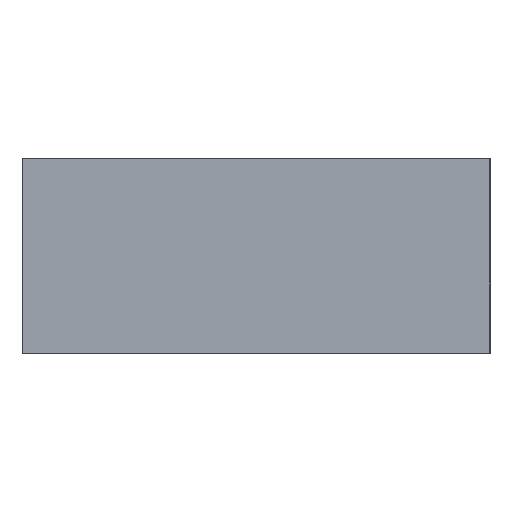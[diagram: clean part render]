
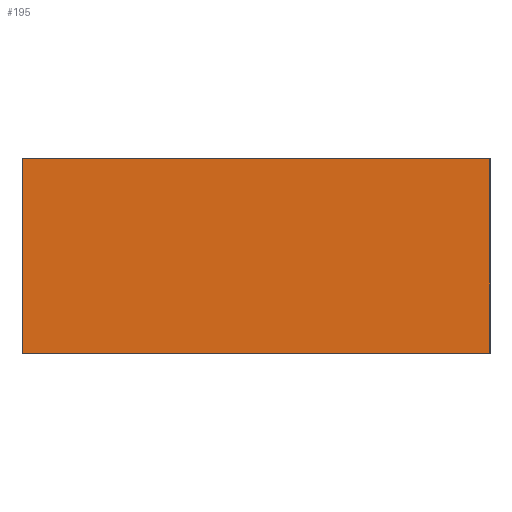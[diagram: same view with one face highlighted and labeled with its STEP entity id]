
A CAD part, top view. The second image highlights one B-rep face of the part: STEP entity #195.
In plain terms, the highlighted face is planar.
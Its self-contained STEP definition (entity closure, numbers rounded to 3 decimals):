
#195=ADVANCED_FACE('',(#280),#1276,.T.);
#280=FACE_OUTER_BOUND('',#365,.T.);
#365=EDGE_LOOP('',(#468,#469,#470,#471));
#468=ORIENTED_EDGE('',*,*,#818,.F.);
#469=ORIENTED_EDGE('',*,*,#819,.F.);
#470=ORIENTED_EDGE('',*,*,#820,.F.);
#471=ORIENTED_EDGE('',*,*,#817,.F.);
#817=EDGE_CURVE('',#1166,#1167,#1012,.T.);
#818=EDGE_CURVE('',#1168,#1166,#1013,.T.);
#819=EDGE_CURVE('',#1169,#1168,#1014,.T.);
#820=EDGE_CURVE('',#1167,#1169,#1015,.T.);
#1012=B_SPLINE_CURVE_WITH_KNOTS('',1,(#2024,#2025),.UNSPECIFIED.,.F.,.F.,
(2,2),(-498.,0.),.UNSPECIFIED.);
#1013=B_SPLINE_CURVE_WITH_KNOTS('',1,(#2026,#2027),.UNSPECIFIED.,.F.,.F.,
(2,2),(-1198.,0.),.UNSPECIFIED.);
#1014=B_SPLINE_CURVE_WITH_KNOTS('',1,(#2028,#2029),.UNSPECIFIED.,.F.,.F.,
(2,2),(-498.,0.),.UNSPECIFIED.);
#1015=B_SPLINE_CURVE_WITH_KNOTS('',1,(#2030,#2031),.UNSPECIFIED.,.F.,.F.,
(2,2),(-1198.,0.),.UNSPECIFIED.);
#1166=VERTEX_POINT('',#1970);
#1167=VERTEX_POINT('',#1971);
#1168=VERTEX_POINT('',#1972);
#1169=VERTEX_POINT('',#1973);
#1276=PLANE('',#1466);
#1466=AXIS2_PLACEMENT_3D('',#1661,#1561,$);
#1561=DIRECTION('',(0.,1.,0.));
#1661=CARTESIAN_POINT('',(-718.8,90.,298.8));
#1970=CARTESIAN_POINT('',(599.,90.,-249.));
#1971=CARTESIAN_POINT('',(599.,90.,249.));
#1972=CARTESIAN_POINT('',(-599.,90.,-249.));
#1973=CARTESIAN_POINT('',(-599.,90.,249.));
#2024=CARTESIAN_POINT('',(599.,90.,-249.));
#2025=CARTESIAN_POINT('',(599.,90.,249.));
#2026=CARTESIAN_POINT('',(-599.,90.,-249.));
#2027=CARTESIAN_POINT('',(599.,90.,-249.));
#2028=CARTESIAN_POINT('',(-599.,90.,249.));
#2029=CARTESIAN_POINT('',(-599.,90.,-249.));
#2030=CARTESIAN_POINT('',(599.,90.,249.));
#2031=CARTESIAN_POINT('',(-599.,90.,249.));
